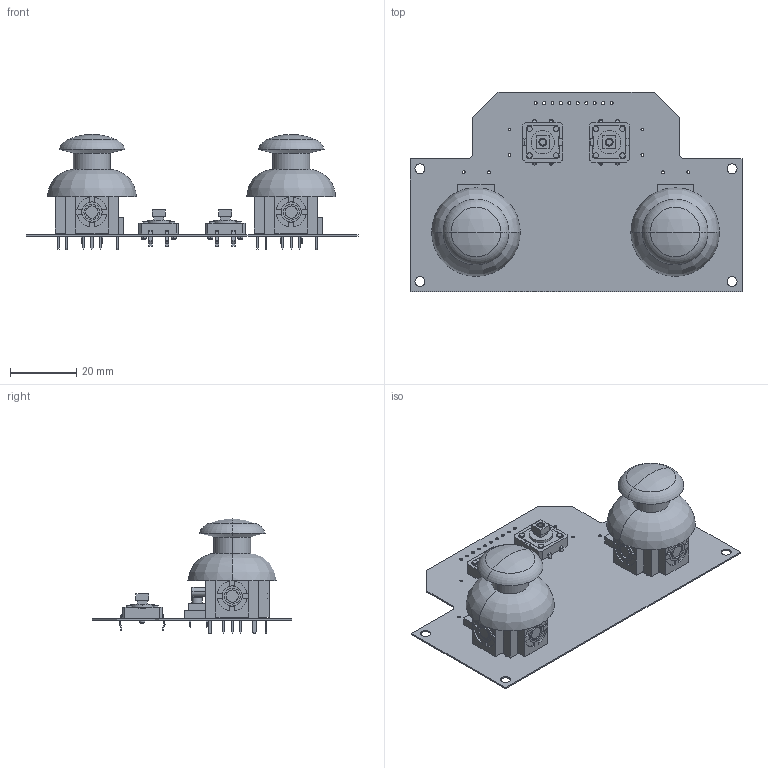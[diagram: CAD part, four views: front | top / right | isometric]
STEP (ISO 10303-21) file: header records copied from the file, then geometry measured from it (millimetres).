
FILE_DESCRIPTION(('Open CASCADE Model'),'2;1');
FILE_NAME('Open CASCADE Shape Model','2023-04-16T23:30:06',('Author'),( 'Open CASCADE'),'Open CASCADE STEP processor 7.5','Open CASCADE 7.5' ,'Unknown');
FILE_SCHEMA(('AUTOMOTIVE_DESIGN { 1 0 10303 214 1 1 1 1 }'));
Length unit declared in the file: millimetre
Products named in the file (9): PCB; Board; Open CASCADE STEP translator 7.5 2.1.1; S4; B3F-4055--3DModel-STEP-418109; S3; U3; COM-09032--3DModel-STEP-56544; U2
Assembly tree (10 placements, depth 3):
  PCB
    Board
      Open CASCADE STEP translator 7.5 2.1.1
    S4
      B3F-4055--3DModel-STEP-418109
    S3
      B3F-4055--3DModel-STEP-418109
    U3
      COM-09032--3DModel-STEP-56544
    U2
      COM-09032--3DModel-STEP-56544
Bounding box: 100 x 60.01 x 34.67 mm (x, y, z)
Volume: 15959.7 mm3; surface area: 22912.8 mm2
Topology: 57 solids, 57 shells, 863 faces, 2099 edges, 1388 vertices
Faces by surface type: plane 569, cylinder 258, cone 20, revolution 8, torus 4, sphere 4
Full cylindrical faces by diameter (mm): 0.85 x8, 0.888 x12, 0.9 x18, 1.25 x8, 1.396 x8, 1.85 x4, 3 x4
Entity records: 14586 total; most frequent: DIRECTION 2464, CARTESIAN_POINT 2460, ORIENTED_EDGE 2324, EDGE_CURVE 1162, AXIS2_PLACEMENT_3D 821, LINE 818, VECTOR 818, VERTEX_POINT 769
